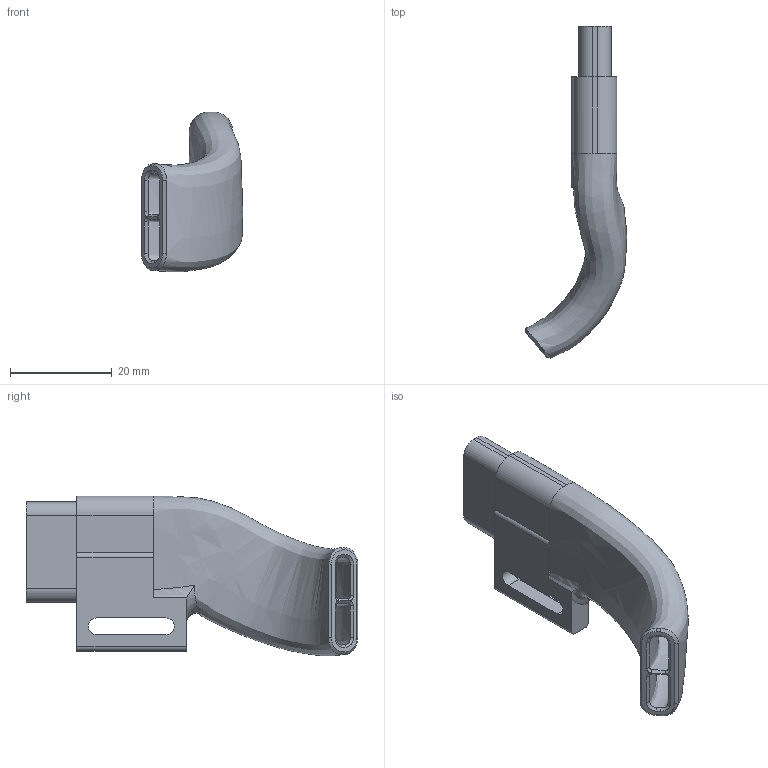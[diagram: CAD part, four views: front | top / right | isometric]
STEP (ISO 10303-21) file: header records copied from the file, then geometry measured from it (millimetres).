
FILE_DESCRIPTION(/* description */ (''),/* implementation_level */ '2;1');
FILE_NAME(/* name */ 'Goliath-Hotend-Duct_Right.step',/* time_stamp */ '2023-06-10T23:42:00+02:00',/* author */ (''),/* organization */ (''),/* preprocessor_version */ 'ST-DEVELOPER v19.2',/* originating_system */ 'Autodesk Translation Framework v12.6.0.85',/* authorisation */ '');
FILE_SCHEMA (('AUTOMOTIVE_DESIGN { 1 0 10303 214 3 1 1 }'));
Length unit declared in the file: millimetre
Products named in the file (1): Goliath Hotend Duct
Bounding box: 19.93 x 65.23 x 31.4 mm (x, y, z)
Volume: 6785.5 mm3; surface area: 7614.7 mm2
Topology: 1 solids, 1 shells, 90 faces, 254 edges, 166 vertices
Faces by surface type: bspline 37, plane 32, cylinder 15, cone 6
Entity records: 10292 total; most frequent: CARTESIAN_POINT 7280, ORIENTED_EDGE 508, DIRECTION 282, EDGE_CURVE 254, VERTEX_POINT 166, PRESENTATION_STYLE_ASSIGNMENT 138, SURFACE_STYLE_USAGE 138, SURFACE_SIDE_STYLE 138
